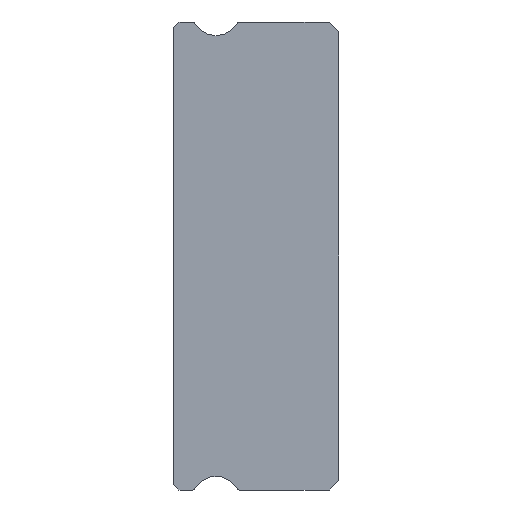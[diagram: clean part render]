
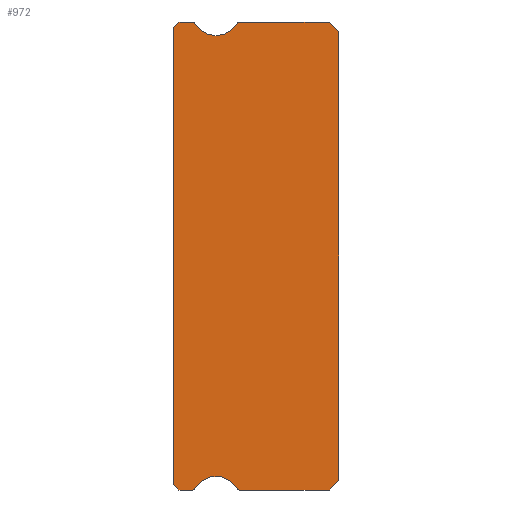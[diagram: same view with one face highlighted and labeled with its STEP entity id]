
A CAD part, left-side view. The second image highlights one B-rep face of the part: STEP entity #972.
In plain terms, the highlighted planar face has unit normal (-1, 0, 0).
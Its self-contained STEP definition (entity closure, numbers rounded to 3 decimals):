
#15 = AXIS2_PLACEMENT_3D ( 'NONE', #4756, #5230, #3793 ) ;
#53 = CARTESIAN_POINT ( 'NONE',  ( -15., 0.5, -12. ) ) ;
#101 = DIRECTION ( 'NONE',  ( -1., 0., 0. ) ) ;
#103 = AXIS2_PLACEMENT_3D ( 'NONE', #2935, #4762, #177 ) ;
#134 = CARTESIAN_POINT ( 'NONE',  ( -15., 8.2, -12. ) ) ;
#141 = EDGE_CURVE ( 'NONE', #1167, #491, #2964, .T. ) ;
#177 = DIRECTION ( 'NONE',  ( 0., 0., -1. ) ) ;
#230 = CARTESIAN_POINT ( 'NONE',  ( -15., 7.512, 11.85 ) ) ;
#264 = EDGE_LOOP ( 'NONE', ( #3734, #5594, #1330, #3134, #5500, #2680, #1569, #1410, #849, #696, #3936, #815, #3679, #1395, #4411, #1206, #2673 ) ) ;
#271 = DIRECTION ( 'NONE',  ( 0., -0.707, -0.707 ) ) ;
#320 = VERTEX_POINT ( 'NONE', #3733 ) ;
#335 = EDGE_CURVE ( 'NONE', #3886, #919, #4729, .T. ) ;
#358 = LINE ( 'NONE', #3975, #5196 ) ;
#450 = VECTOR ( 'NONE', #4245, 1000. ) ;
#480 = LINE ( 'NONE', #2253, #3877 ) ;
#491 = VERTEX_POINT ( 'NONE', #5388 ) ;
#529 = VERTEX_POINT ( 'NONE', #2309 ) ;
#617 = EDGE_CURVE ( 'NONE', #529, #5001, #5152, .T. ) ;
#647 = EDGE_CURVE ( 'NONE', #919, #5119, #1738, .T. ) ;
#696 = ORIENTED_EDGE ( 'NONE', *, *, #617, .F. ) ;
#732 = CARTESIAN_POINT ( 'NONE',  ( -15., 5.088, 11.85 ) ) ;
#815 = ORIENTED_EDGE ( 'NONE', *, *, #2921, .F. ) ;
#849 = ORIENTED_EDGE ( 'NONE', *, *, #3942, .T. ) ;
#896 = VECTOR ( 'NONE', #1954, 1000. ) ;
#919 = VERTEX_POINT ( 'NONE', #1405 ) ;
#971 = EDGE_CURVE ( 'NONE', #5119, #2654, #2119, .T. ) ;
#972 = ADVANCED_FACE ( 'NONE', ( #1019 ), #4362, .F. ) ;
#981 = EDGE_CURVE ( 'NONE', #491, #5084, #4318, .T. ) ;
#1019 = FACE_OUTER_BOUND ( 'NONE', #264, .T. ) ;
#1027 = CARTESIAN_POINT ( 'NONE',  ( -15., 0.5, 12. ) ) ;
#1051 = DIRECTION ( 'NONE',  ( 1., 0., 0. ) ) ;
#1066 = DIRECTION ( 'NONE',  ( 0., 0.707, -0.707 ) ) ;
#1082 = CARTESIAN_POINT ( 'NONE',  ( -15., 0., 11.5 ) ) ;
#1167 = VERTEX_POINT ( 'NONE', #1311 ) ;
#1206 = ORIENTED_EDGE ( 'NONE', *, *, #4734, .T. ) ;
#1214 = DIRECTION ( 'NONE',  ( 0., 0., -1. ) ) ;
#1311 = CARTESIAN_POINT ( 'NONE',  ( -15., 7.512, 12. ) ) ;
#1330 = ORIENTED_EDGE ( 'NONE', *, *, #5043, .T. ) ;
#1342 = LINE ( 'NONE', #4321, #4903 ) ;
#1382 = VERTEX_POINT ( 'NONE', #4235 ) ;
#1395 = ORIENTED_EDGE ( 'NONE', *, *, #981, .F. ) ;
#1405 = CARTESIAN_POINT ( 'NONE',  ( -15., 5.088, -12. ) ) ;
#1410 = ORIENTED_EDGE ( 'NONE', *, *, #2749, .F. ) ;
#1445 = EDGE_CURVE ( 'NONE', #1382, #4402, #1342, .T. ) ;
#1524 = CARTESIAN_POINT ( 'NONE',  ( -15., 0., -11.5 ) ) ;
#1543 = DIRECTION ( 'NONE',  ( 0., 0., 1. ) ) ;
#1569 = ORIENTED_EDGE ( 'NONE', *, *, #335, .F. ) ;
#1681 = VECTOR ( 'NONE', #5142, 1000. ) ;
#1738 = CIRCLE ( 'NONE', #103, 0.15 ) ;
#1881 = LINE ( 'NONE', #2377, #3246 ) ;
#1954 = DIRECTION ( 'NONE',  ( 0., -1., 0. ) ) ;
#2007 = CARTESIAN_POINT ( 'NONE',  ( -15., 7.512, -12. ) ) ;
#2045 = EDGE_CURVE ( 'NONE', #1382, #3280, #4233, .T. ) ;
#2083 = EDGE_CURVE ( 'NONE', #3775, #3280, #1881, .T. ) ;
#2103 = DIRECTION ( 'NONE',  ( 0., 0., -1. ) ) ;
#2119 = CIRCLE ( 'NONE', #5460, 1.25 ) ;
#2200 = CARTESIAN_POINT ( 'NONE',  ( -15., 5.217, 11.925 ) ) ;
#2253 = CARTESIAN_POINT ( 'NONE',  ( -15., 7.512, 12. ) ) ;
#2280 = AXIS2_PLACEMENT_3D ( 'NONE', #5194, #101, #3311 ) ;
#2309 = CARTESIAN_POINT ( 'NONE',  ( -15., 0.5, 12. ) ) ;
#2350 = DIRECTION ( 'NONE',  ( 0., 0., -1. ) ) ;
#2352 = EDGE_CURVE ( 'NONE', #5327, #529, #480, .T. ) ;
#2377 = CARTESIAN_POINT ( 'NONE',  ( -15., 8.5, 11.7 ) ) ;
#2419 = CARTESIAN_POINT ( 'NONE',  ( -15., 0., 11.5 ) ) ;
#2429 = DIRECTION ( 'NONE',  ( 0., -0.707, -0.707 ) ) ;
#2449 = LINE ( 'NONE', #1524, #450 ) ;
#2561 = DIRECTION ( 'NONE',  ( 1., 0., 0. ) ) ;
#2596 = AXIS2_PLACEMENT_3D ( 'NONE', #230, #1051, #5176 ) ;
#2654 = VERTEX_POINT ( 'NONE', #4523 ) ;
#2662 = CIRCLE ( 'NONE', #5238, 0.15 ) ;
#2673 = ORIENTED_EDGE ( 'NONE', *, *, #2083, .T. ) ;
#2680 = ORIENTED_EDGE ( 'NONE', *, *, #647, .F. ) ;
#2749 = EDGE_CURVE ( 'NONE', #4901, #3886, #2449, .T. ) ;
#2797 = CARTESIAN_POINT ( 'NONE',  ( -15., 8.5, 11.85 ) ) ;
#2860 = DIRECTION ( 'NONE',  ( 1., 0., 0. ) ) ;
#2870 = CARTESIAN_POINT ( 'NONE',  ( -15., 7.512, -12. ) ) ;
#2905 = LINE ( 'NONE', #2007, #896 ) ;
#2921 = EDGE_CURVE ( 'NONE', #4673, #5327, #3230, .T. ) ;
#2935 = CARTESIAN_POINT ( 'NONE',  ( -15., 5.088, -11.85 ) ) ;
#2964 = CIRCLE ( 'NONE', #3348, 0.15 ) ;
#2972 = VECTOR ( 'NONE', #2429, 1000. ) ;
#3134 = ORIENTED_EDGE ( 'NONE', *, *, #3201, .F. ) ;
#3184 = EDGE_CURVE ( 'NONE', #5084, #4673, #4188, .T. ) ;
#3201 = EDGE_CURVE ( 'NONE', #2654, #320, #2662, .T. ) ;
#3230 = CIRCLE ( 'NONE', #3609, 0.15 ) ;
#3246 = VECTOR ( 'NONE', #1066, 1000. ) ;
#3261 = DIRECTION ( 'NONE',  ( 0., 1., 0. ) ) ;
#3280 = VERTEX_POINT ( 'NONE', #3394 ) ;
#3311 = DIRECTION ( 'NONE',  ( 0., 0., -1. ) ) ;
#3348 = AXIS2_PLACEMENT_3D ( 'NONE', #3950, #4580, #2103 ) ;
#3394 = CARTESIAN_POINT ( 'NONE',  ( -15., 8.5, 11.7 ) ) ;
#3437 = CARTESIAN_POINT ( 'NONE',  ( -15., 6.3, 11.3 ) ) ;
#3609 = AXIS2_PLACEMENT_3D ( 'NONE', #732, #2561, #1214 ) ;
#3679 = ORIENTED_EDGE ( 'NONE', *, *, #3184, .F. ) ;
#3733 = CARTESIAN_POINT ( 'NONE',  ( -15., 7.512, -12. ) ) ;
#3734 = ORIENTED_EDGE ( 'NONE', *, *, #2045, .F. ) ;
#3775 = VERTEX_POINT ( 'NONE', #4849 ) ;
#3793 = DIRECTION ( 'NONE',  ( 0., 0., -1. ) ) ;
#3877 = VECTOR ( 'NONE', #4616, 1000. ) ;
#3886 = VERTEX_POINT ( 'NONE', #53 ) ;
#3936 = ORIENTED_EDGE ( 'NONE', *, *, #2352, .F. ) ;
#3942 = EDGE_CURVE ( 'NONE', #4901, #5001, #4728, .T. ) ;
#3950 = CARTESIAN_POINT ( 'NONE',  ( -15., 7.512, 11.85 ) ) ;
#3975 = CARTESIAN_POINT ( 'NONE',  ( -15., 8.2, 12. ) ) ;
#4159 = CARTESIAN_POINT ( 'NONE',  ( -15., 0., -11.5 ) ) ;
#4188 = CIRCLE ( 'NONE', #2280, 1.25 ) ;
#4233 = LINE ( 'NONE', #2797, #5717 ) ;
#4235 = CARTESIAN_POINT ( 'NONE',  ( -15., 8.5, -11.7 ) ) ;
#4245 = DIRECTION ( 'NONE',  ( 0., 0.707, -0.707 ) ) ;
#4318 = CIRCLE ( 'NONE', #15, 1.25 ) ;
#4321 = CARTESIAN_POINT ( 'NONE',  ( -15., 8.2, -12. ) ) ;
#4362 = PLANE ( 'NONE',  #2596 ) ;
#4402 = VERTEX_POINT ( 'NONE', #134 ) ;
#4411 = ORIENTED_EDGE ( 'NONE', *, *, #141, .F. ) ;
#4523 = CARTESIAN_POINT ( 'NONE',  ( -15., 7.383, -11.925 ) ) ;
#4580 = DIRECTION ( 'NONE',  ( 1., 0., 0. ) ) ;
#4616 = DIRECTION ( 'NONE',  ( 0., -1., 0. ) ) ;
#4641 = DIRECTION ( 'NONE',  ( -1., 0., 0. ) ) ;
#4673 = VERTEX_POINT ( 'NONE', #2200 ) ;
#4728 = LINE ( 'NONE', #2419, #1681 ) ;
#4729 = LINE ( 'NONE', #2870, #5830 ) ;
#4734 = EDGE_CURVE ( 'NONE', #1167, #3775, #358, .T. ) ;
#4756 = CARTESIAN_POINT ( 'NONE',  ( -15., 6.3, 12.55 ) ) ;
#4762 = DIRECTION ( 'NONE',  ( 1., 0., 0. ) ) ;
#4849 = CARTESIAN_POINT ( 'NONE',  ( -15., 8.2, 12. ) ) ;
#4901 = VERTEX_POINT ( 'NONE', #4159 ) ;
#4903 = VECTOR ( 'NONE', #271, 1000. ) ;
#4939 = CARTESIAN_POINT ( 'NONE',  ( -15., 5.088, 12. ) ) ;
#5001 = VERTEX_POINT ( 'NONE', #1082 ) ;
#5043 = EDGE_CURVE ( 'NONE', #4402, #320, #2905, .T. ) ;
#5084 = VERTEX_POINT ( 'NONE', #3437 ) ;
#5116 = DIRECTION ( 'NONE',  ( 0., 0., -1. ) ) ;
#5119 = VERTEX_POINT ( 'NONE', #5288 ) ;
#5142 = DIRECTION ( 'NONE',  ( 0., 0., 1. ) ) ;
#5152 = LINE ( 'NONE', #1027, #2972 ) ;
#5176 = DIRECTION ( 'NONE',  ( 0., 0., -1. ) ) ;
#5194 = CARTESIAN_POINT ( 'NONE',  ( -15., 6.3, 12.55 ) ) ;
#5196 = VECTOR ( 'NONE', #5265, 1000. ) ;
#5230 = DIRECTION ( 'NONE',  ( -1., 0., 0. ) ) ;
#5238 = AXIS2_PLACEMENT_3D ( 'NONE', #5601, #2860, #2350 ) ;
#5265 = DIRECTION ( 'NONE',  ( 0., 1., 0. ) ) ;
#5288 = CARTESIAN_POINT ( 'NONE',  ( -15., 5.217, -11.925 ) ) ;
#5327 = VERTEX_POINT ( 'NONE', #4939 ) ;
#5388 = CARTESIAN_POINT ( 'NONE',  ( -15., 7.383, 11.925 ) ) ;
#5460 = AXIS2_PLACEMENT_3D ( 'NONE', #5524, #4641, #5116 ) ;
#5500 = ORIENTED_EDGE ( 'NONE', *, *, #971, .F. ) ;
#5524 = CARTESIAN_POINT ( 'NONE',  ( -15., 6.3, -12.55 ) ) ;
#5594 = ORIENTED_EDGE ( 'NONE', *, *, #1445, .T. ) ;
#5601 = CARTESIAN_POINT ( 'NONE',  ( -15., 7.512, -11.85 ) ) ;
#5717 = VECTOR ( 'NONE', #1543, 1000. ) ;
#5830 = VECTOR ( 'NONE', #3261, 1000. ) ;
